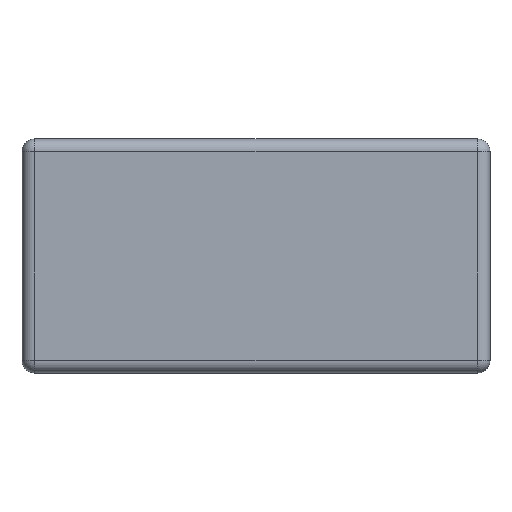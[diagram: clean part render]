
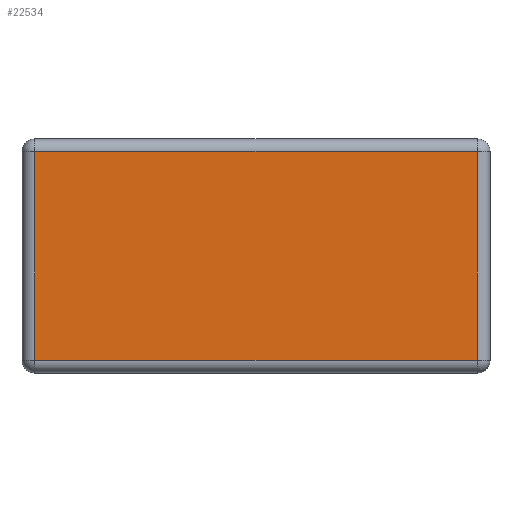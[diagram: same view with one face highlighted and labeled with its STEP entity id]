
A CAD part, top view. The second image highlights one B-rep face of the part: STEP entity #22534.
In plain terms, the highlighted planar face has unit normal (0, 0, 1).
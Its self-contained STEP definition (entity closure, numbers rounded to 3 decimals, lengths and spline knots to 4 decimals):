
#1437=PLANE('',#24170);
#2180=FACE_OUTER_BOUND('',#3533,.T.);
#3533=EDGE_LOOP('',(#15951,#15952,#15953,#15954));
#4958=LINE('',#34748,#6403);
#4960=LINE('',#34756,#6405);
#4962=LINE('',#34766,#6407);
#4964=LINE('',#34775,#6409);
#6403=VECTOR('',#27418,0.3937);
#6405=VECTOR('',#27426,0.3937);
#6407=VECTOR('',#27438,0.3937);
#6409=VECTOR('',#27450,0.3937);
#9103=VERTEX_POINT('',#34744);
#9104=VERTEX_POINT('',#34746);
#9107=VERTEX_POINT('',#34754);
#9110=VERTEX_POINT('',#34764);
#11649=EDGE_CURVE('',#9104,#9103,#4958,.T.);
#11653=EDGE_CURVE('',#9107,#9104,#4960,.T.);
#11658=EDGE_CURVE('',#9110,#9107,#4962,.T.);
#11663=EDGE_CURVE('',#9103,#9110,#4964,.T.);
#15951=ORIENTED_EDGE('',*,*,#11649,.F.);
#15952=ORIENTED_EDGE('',*,*,#11653,.F.);
#15953=ORIENTED_EDGE('',*,*,#11658,.F.);
#15954=ORIENTED_EDGE('',*,*,#11663,.F.);
#22534=ADVANCED_FACE('',(#2180),#1437,.T.);
#24170=AXIS2_PLACEMENT_3D('',#34786,#27468,#27469);
#27418=DIRECTION('',(-1.,0.,0.));
#27426=DIRECTION('',(0.,-1.,0.));
#27438=DIRECTION('',(1.,0.,0.));
#27450=DIRECTION('',(0.,1.,0.));
#27468=DIRECTION('center_axis',(0.,0.,1.));
#27469=DIRECTION('ref_axis',(-1.,0.,0.));
#34744=CARTESIAN_POINT('',(0.1875,0.1875,1.25));
#34746=CARTESIAN_POINT('',(6.8125,0.1875,1.25));
#34748=CARTESIAN_POINT('',(1.8438,0.1875,1.25));
#34754=CARTESIAN_POINT('',(6.8125,3.3125,1.25));
#34756=CARTESIAN_POINT('',(6.8125,0.9688,1.25));
#34764=CARTESIAN_POINT('',(0.1875,3.3125,1.25));
#34766=CARTESIAN_POINT('',(5.1563,3.3125,1.25));
#34775=CARTESIAN_POINT('',(0.1875,2.5313,1.25));
#34786=CARTESIAN_POINT('Origin',(3.5,1.75,1.25));
